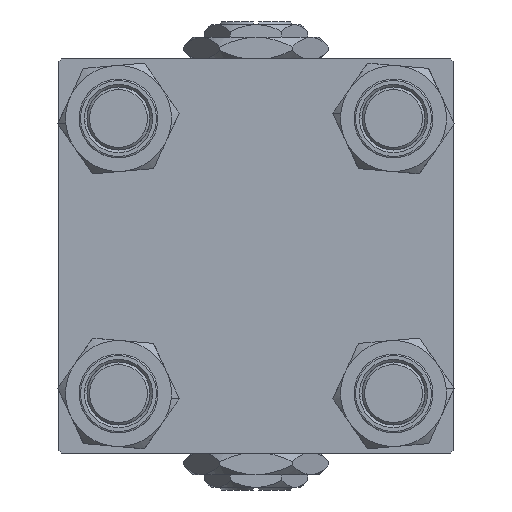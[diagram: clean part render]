
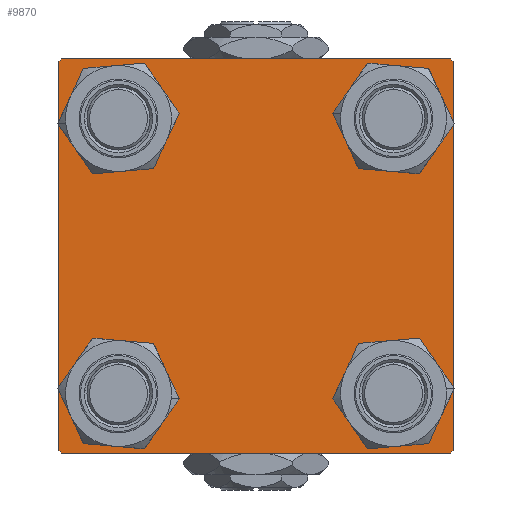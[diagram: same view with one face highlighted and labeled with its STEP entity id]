
A CAD part, left-side view. The second image highlights one B-rep face of the part: STEP entity #9870.
In plain terms, the highlighted planar face has unit normal (-1, 0, 0).
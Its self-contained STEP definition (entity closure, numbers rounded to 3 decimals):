
#189 = VECTOR ( 'NONE', #30464, 1000. ) ;
#300 = CARTESIAN_POINT ( 'NONE',  ( 0., 37.25, -37.25 ) ) ;
#576 = VERTEX_POINT ( 'NONE', #35482 ) ;
#1113 = DIRECTION ( 'NONE',  ( 1., 0., 0. ) ) ;
#1410 = DIRECTION ( 'NONE',  ( 0., -1., 0. ) ) ;
#1552 = FACE_OUTER_BOUND ( 'NONE', #55173, .T. ) ;
#1856 = CARTESIAN_POINT ( 'NONE',  ( 0., -37., -37.5 ) ) ;
#2151 = VERTEX_POINT ( 'NONE', #13515 ) ;
#2488 = EDGE_LOOP ( 'NONE', ( #21174, #4701 ) ) ;
#2636 = CARTESIAN_POINT ( 'NONE',  ( 0., 0., 0. ) ) ;
#2801 = DIRECTION ( 'NONE',  ( 0., 0., 1. ) ) ;
#3564 = EDGE_CURVE ( 'NONE', #36920, #58640, #25611, .T. ) ;
#3632 = EDGE_CURVE ( 'NONE', #34378, #14558, #26775, .T. ) ;
#3657 = VECTOR ( 'NONE', #33125, 1000. ) ;
#4123 = AXIS2_PLACEMENT_3D ( 'NONE', #37019, #37608, #55122 ) ;
#4701 = ORIENTED_EDGE ( 'NONE', *, *, #58146, .T. ) ;
#4985 = DIRECTION ( 'NONE',  ( 1., 0., 0. ) ) ;
#4997 = CARTESIAN_POINT ( 'NONE',  ( 0., 26.15, 19.65 ) ) ;
#5569 = LINE ( 'NONE', #28757, #55519 ) ;
#6232 = ORIENTED_EDGE ( 'NONE', *, *, #39160, .F. ) ;
#6649 = EDGE_LOOP ( 'NONE', ( #8175, #54201 ) ) ;
#7043 = VERTEX_POINT ( 'NONE', #24855 ) ;
#8175 = ORIENTED_EDGE ( 'NONE', *, *, #15315, .T. ) ;
#8233 = CARTESIAN_POINT ( 'NONE',  ( 0., -26.15, 19.65 ) ) ;
#8856 = EDGE_CURVE ( 'NONE', #36920, #23855, #52581, .T. ) ;
#8960 = CARTESIAN_POINT ( 'NONE',  ( 0., -26.15, 26.15 ) ) ;
#9442 = EDGE_LOOP ( 'NONE', ( #17283, #42978 ) ) ;
#9446 = CARTESIAN_POINT ( 'NONE',  ( 0., -26.15, -26.15 ) ) ;
#9867 = EDGE_CURVE ( 'NONE', #41586, #576, #24632, .T. ) ;
#9870 = ADVANCED_FACE ( 'NONE', ( #55898, #41627, #9876, #42225, #1552 ), #32752, .T. ) ;
#9876 = FACE_BOUND ( 'NONE', #6649, .T. ) ;
#11098 = EDGE_CURVE ( 'NONE', #2151, #50493, #17973, .T. ) ;
#13515 = CARTESIAN_POINT ( 'NONE',  ( 0., 26.15, -32.65 ) ) ;
#13674 = DIRECTION ( 'NONE',  ( 0., -0.707, -0.707 ) ) ;
#13707 = DIRECTION ( 'NONE',  ( 0., 0., 1. ) ) ;
#14200 = DIRECTION ( 'NONE',  ( 0., 0., 1. ) ) ;
#14558 = VERTEX_POINT ( 'NONE', #30067 ) ;
#15159 = AXIS2_PLACEMENT_3D ( 'NONE', #39460, #48687, #43338 ) ;
#15166 = AXIS2_PLACEMENT_3D ( 'NONE', #8960, #18780, #13707 ) ;
#15315 = EDGE_CURVE ( 'NONE', #50493, #2151, #20962, .T. ) ;
#15350 = DIRECTION ( 'NONE',  ( 0., -0.707, 0.707 ) ) ;
#15881 = ORIENTED_EDGE ( 'NONE', *, *, #36217, .T. ) ;
#15982 = CARTESIAN_POINT ( 'NONE',  ( 0., 37.5, -37. ) ) ;
#16688 = VERTEX_POINT ( 'NONE', #1856 ) ;
#16742 = ORIENTED_EDGE ( 'NONE', *, *, #51104, .T. ) ;
#16934 = VECTOR ( 'NONE', #35089, 1000. ) ;
#16940 = CIRCLE ( 'NONE', #31129, 6.5 ) ;
#16980 = CARTESIAN_POINT ( 'NONE',  ( 0., -37.25, 37.25 ) ) ;
#17283 = ORIENTED_EDGE ( 'NONE', *, *, #53709, .T. ) ;
#17486 = VERTEX_POINT ( 'NONE', #28409 ) ;
#17542 = VECTOR ( 'NONE', #15350, 1000. ) ;
#17973 = CIRCLE ( 'NONE', #15159, 6.5 ) ;
#18151 = VERTEX_POINT ( 'NONE', #55071 ) ;
#18521 = EDGE_CURVE ( 'NONE', #14558, #16688, #31033, .T. ) ;
#18780 = DIRECTION ( 'NONE',  ( 1., 0., 0. ) ) ;
#19084 = EDGE_LOOP ( 'NONE', ( #30559, #15881 ) ) ;
#19261 = DIRECTION ( 'NONE',  ( 0., 0., 1. ) ) ;
#19405 = DIRECTION ( 'NONE',  ( 0., 0., 1. ) ) ;
#20962 = CIRCLE ( 'NONE', #53193, 6.5 ) ;
#21174 = ORIENTED_EDGE ( 'NONE', *, *, #34603, .T. ) ;
#21313 = CIRCLE ( 'NONE', #40230, 6.5 ) ;
#22944 = LINE ( 'NONE', #44613, #31081 ) ;
#23323 = LINE ( 'NONE', #27778, #3657 ) ;
#23855 = VERTEX_POINT ( 'NONE', #41629 ) ;
#24589 = VECTOR ( 'NONE', #57335, 1000. ) ;
#24632 = CIRCLE ( 'NONE', #53946, 6.5 ) ;
#24855 = CARTESIAN_POINT ( 'NONE',  ( 0., 37.5, 37. ) ) ;
#25037 = EDGE_CURVE ( 'NONE', #18151, #54303, #54279, .T. ) ;
#25611 = LINE ( 'NONE', #16980, #16934 ) ;
#26775 = LINE ( 'NONE', #300, #54853 ) ;
#26840 = AXIS2_PLACEMENT_3D ( 'NONE', #9446, #4985, #14200 ) ;
#27778 = CARTESIAN_POINT ( 'NONE',  ( 0., 37.25, 37.25 ) ) ;
#28264 = ORIENTED_EDGE ( 'NONE', *, *, #49338, .T. ) ;
#28409 = CARTESIAN_POINT ( 'NONE',  ( 0., 37., 37.5 ) ) ;
#28757 = CARTESIAN_POINT ( 'NONE',  ( 0., 37.5, 37.5 ) ) ;
#29018 = LINE ( 'NONE', #38762, #17542 ) ;
#29750 = CIRCLE ( 'NONE', #4123, 6.5 ) ;
#30067 = CARTESIAN_POINT ( 'NONE',  ( 0., 37., -37.5 ) ) ;
#30292 = CARTESIAN_POINT ( 'NONE',  ( 0., -37., 37.5 ) ) ;
#30464 = DIRECTION ( 'NONE',  ( 0., -1., 0. ) ) ;
#30559 = ORIENTED_EDGE ( 'NONE', *, *, #25037, .T. ) ;
#30771 = ORIENTED_EDGE ( 'NONE', *, *, #3564, .T. ) ;
#31033 = LINE ( 'NONE', #44691, #189 ) ;
#31081 = VECTOR ( 'NONE', #36579, 1000. ) ;
#31129 = AXIS2_PLACEMENT_3D ( 'NONE', #41783, #1113, #19261 ) ;
#32453 = DIRECTION ( 'NONE',  ( 1., 0., 0. ) ) ;
#32752 = PLANE ( 'NONE',  #58697 ) ;
#33125 = DIRECTION ( 'NONE',  ( 0., 0.707, -0.707 ) ) ;
#33193 = CIRCLE ( 'NONE', #15166, 6.5 ) ;
#33998 = ORIENTED_EDGE ( 'NONE', *, *, #3632, .T. ) ;
#34039 = CARTESIAN_POINT ( 'NONE',  ( 0., -26.15, 32.65 ) ) ;
#34292 = CARTESIAN_POINT ( 'NONE',  ( 0., -26.15, -26.15 ) ) ;
#34378 = VERTEX_POINT ( 'NONE', #15982 ) ;
#34603 = EDGE_CURVE ( 'NONE', #48279, #44270, #29750, .T. ) ;
#35089 = DIRECTION ( 'NONE',  ( 0., 0.707, 0.707 ) ) ;
#35482 = CARTESIAN_POINT ( 'NONE',  ( 0., 26.15, 32.65 ) ) ;
#36217 = EDGE_CURVE ( 'NONE', #54303, #18151, #21313, .T. ) ;
#36244 = CARTESIAN_POINT ( 'NONE',  ( 0., 26.15, -19.65 ) ) ;
#36579 = DIRECTION ( 'NONE',  ( 0., 0., -1. ) ) ;
#36920 = VERTEX_POINT ( 'NONE', #49264 ) ;
#37019 = CARTESIAN_POINT ( 'NONE',  ( 0., -26.15, 26.15 ) ) ;
#37608 = DIRECTION ( 'NONE',  ( 1., 0., 0. ) ) ;
#37709 = EDGE_CURVE ( 'NONE', #16688, #23855, #29018, .T. ) ;
#38762 = CARTESIAN_POINT ( 'NONE',  ( 0., -37.25, -37.25 ) ) ;
#39160 = EDGE_CURVE ( 'NONE', #17486, #58640, #5569, .T. ) ;
#39460 = CARTESIAN_POINT ( 'NONE',  ( 0., 26.15, -26.15 ) ) ;
#39687 = CARTESIAN_POINT ( 'NONE',  ( 0., 26.15, -26.15 ) ) ;
#40230 = AXIS2_PLACEMENT_3D ( 'NONE', #34292, #51549, #2801 ) ;
#41586 = VERTEX_POINT ( 'NONE', #4997 ) ;
#41627 = FACE_BOUND ( 'NONE', #19084, .T. ) ;
#41629 = CARTESIAN_POINT ( 'NONE',  ( 0., -37.5, -37. ) ) ;
#41783 = CARTESIAN_POINT ( 'NONE',  ( 0., 26.15, 26.15 ) ) ;
#42225 = FACE_BOUND ( 'NONE', #9442, .T. ) ;
#42978 = ORIENTED_EDGE ( 'NONE', *, *, #9867, .T. ) ;
#43302 = CARTESIAN_POINT ( 'NONE',  ( 0., 26.15, 26.15 ) ) ;
#43338 = DIRECTION ( 'NONE',  ( 0., 0., 1. ) ) ;
#44270 = VERTEX_POINT ( 'NONE', #8233 ) ;
#44613 = CARTESIAN_POINT ( 'NONE',  ( 0., 37.5, 37.5 ) ) ;
#44691 = CARTESIAN_POINT ( 'NONE',  ( 0., 37.5, -37.5 ) ) ;
#44910 = ORIENTED_EDGE ( 'NONE', *, *, #37709, .T. ) ;
#46219 = DIRECTION ( 'NONE',  ( 0., 0., 1. ) ) ;
#47355 = ORIENTED_EDGE ( 'NONE', *, *, #18521, .T. ) ;
#48116 = CARTESIAN_POINT ( 'NONE',  ( 0., -37.5, 37.5 ) ) ;
#48279 = VERTEX_POINT ( 'NONE', #34039 ) ;
#48687 = DIRECTION ( 'NONE',  ( 1., 0., 0. ) ) ;
#49264 = CARTESIAN_POINT ( 'NONE',  ( 0., -37.5, 37. ) ) ;
#49338 = EDGE_CURVE ( 'NONE', #17486, #7043, #23323, .T. ) ;
#50493 = VERTEX_POINT ( 'NONE', #36244 ) ;
#50856 = DIRECTION ( 'NONE',  ( -1., 0., 0. ) ) ;
#51104 = EDGE_CURVE ( 'NONE', #7043, #34378, #22944, .T. ) ;
#51549 = DIRECTION ( 'NONE',  ( 1., 0., 0. ) ) ;
#52581 = LINE ( 'NONE', #48116, #24589 ) ;
#53193 = AXIS2_PLACEMENT_3D ( 'NONE', #39687, #57819, #46219 ) ;
#53709 = EDGE_CURVE ( 'NONE', #576, #41586, #16940, .T. ) ;
#53946 = AXIS2_PLACEMENT_3D ( 'NONE', #43302, #32453, #55300 ) ;
#54201 = ORIENTED_EDGE ( 'NONE', *, *, #11098, .T. ) ;
#54279 = CIRCLE ( 'NONE', #26840, 6.5 ) ;
#54303 = VERTEX_POINT ( 'NONE', #58153 ) ;
#54853 = VECTOR ( 'NONE', #13674, 1000. ) ;
#55071 = CARTESIAN_POINT ( 'NONE',  ( 0., -26.15, -19.65 ) ) ;
#55122 = DIRECTION ( 'NONE',  ( 0., 0., 1. ) ) ;
#55173 = EDGE_LOOP ( 'NONE', ( #16742, #33998, #47355, #44910, #57641, #30771, #6232, #28264 ) ) ;
#55300 = DIRECTION ( 'NONE',  ( 0., 0., 1. ) ) ;
#55519 = VECTOR ( 'NONE', #1410, 1000. ) ;
#55898 = FACE_BOUND ( 'NONE', #2488, .T. ) ;
#57335 = DIRECTION ( 'NONE',  ( 0., 0., -1. ) ) ;
#57641 = ORIENTED_EDGE ( 'NONE', *, *, #8856, .F. ) ;
#57819 = DIRECTION ( 'NONE',  ( 1., 0., 0. ) ) ;
#58146 = EDGE_CURVE ( 'NONE', #44270, #48279, #33193, .T. ) ;
#58153 = CARTESIAN_POINT ( 'NONE',  ( 0., -26.15, -32.65 ) ) ;
#58640 = VERTEX_POINT ( 'NONE', #30292 ) ;
#58697 = AXIS2_PLACEMENT_3D ( 'NONE', #2636, #50856, #19405 ) ;
